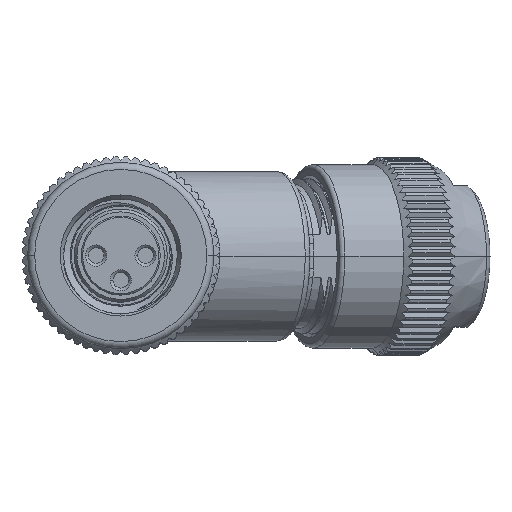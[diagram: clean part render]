
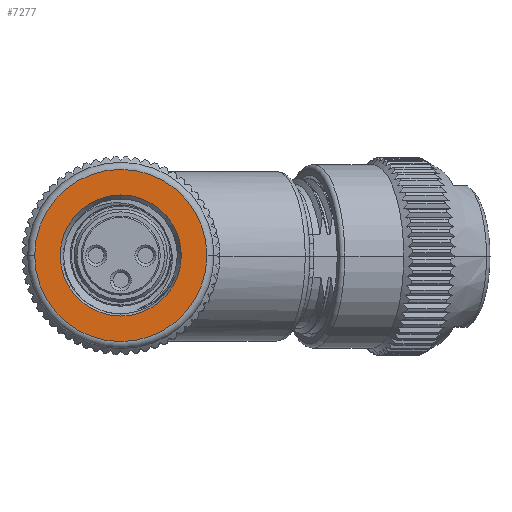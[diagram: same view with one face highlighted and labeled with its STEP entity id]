
A CAD part, top view. The second image highlights one B-rep face of the part: STEP entity #7277.
In plain terms, the highlighted planar face has unit normal (0, 0, 1).
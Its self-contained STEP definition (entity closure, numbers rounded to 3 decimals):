
#1450=CARTESIAN_POINT('',(0.,0.,7.2));
#1451=DIRECTION('',(0.,0.,1.));
#1452=DIRECTION('',(-1.,0.,0.));
#1453=AXIS2_PLACEMENT_3D('',#1450,#1451,#1452);
#1455=CARTESIAN_POINT('',(0.,0.,7.2));
#1456=DIRECTION('',(0.,0.,1.));
#1457=DIRECTION('',(1.,0.,0.));
#1458=AXIS2_PLACEMENT_3D('',#1455,#1456,#1457);
#1460=CARTESIAN_POINT('',(0.,0.,7.2));
#1461=DIRECTION('',(0.,0.,1.));
#1462=DIRECTION('',(0.,1.,0.));
#1463=AXIS2_PLACEMENT_3D('',#1460,#1461,#1462);
#1465=CARTESIAN_POINT('',(0.,0.,7.2));
#1466=DIRECTION('',(0.,0.,1.));
#1467=DIRECTION('',(0.,-1.,0.));
#1468=AXIS2_PLACEMENT_3D('',#1465,#1466,#1467);
#4559=CARTESIAN_POINT('',(0.,4.289,7.2));
#4560=CARTESIAN_POINT('',(0.,-4.289,7.2));
#4561=VERTEX_POINT('',#4559);
#4562=VERTEX_POINT('',#4560);
#5212=CARTESIAN_POINT('',(-6.1,0.,7.2));
#5213=CARTESIAN_POINT('',(6.1,0.,7.2));
#5214=VERTEX_POINT('',#5212);
#5215=VERTEX_POINT('',#5213);
#7261=CARTESIAN_POINT('',(0.,0.,7.2));
#7262=DIRECTION('',(0.,0.,1.));
#7263=DIRECTION('',(1.,0.,0.));
#7264=AXIS2_PLACEMENT_3D('',#7261,#7262,#7263);
#7265=PLANE('',#7264);
#7267=ORIENTED_EDGE('',*,*,#7266,.F.);
#7269=ORIENTED_EDGE('',*,*,#7268,.F.);
#7270=EDGE_LOOP('',(#7267,#7269));
#7271=FACE_OUTER_BOUND('',#7270,.F.);
#7272=ORIENTED_EDGE('',*,*,#7249,.T.);
#7274=ORIENTED_EDGE('',*,*,#7273,.T.);
#7275=EDGE_LOOP('',(#7272,#7274));
#7276=FACE_BOUND('',#7275,.F.);
#7277=ADVANCED_FACE('',(#7271,#7276),#7265,.T.);
#1454=CIRCLE('',#1453,6.1);
#1459=CIRCLE('',#1458,6.1);
#1464=CIRCLE('',#1463,4.289);
#1469=CIRCLE('',#1468,4.289);
#7249=EDGE_CURVE('',#4561,#4562,#1464,.T.);
#7266=EDGE_CURVE('',#5214,#5215,#1454,.T.);
#7268=EDGE_CURVE('',#5215,#5214,#1459,.T.);
#7273=EDGE_CURVE('',#4562,#4561,#1469,.T.);
